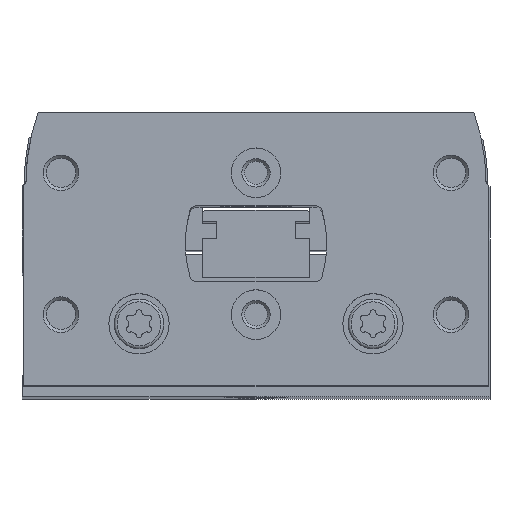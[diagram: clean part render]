
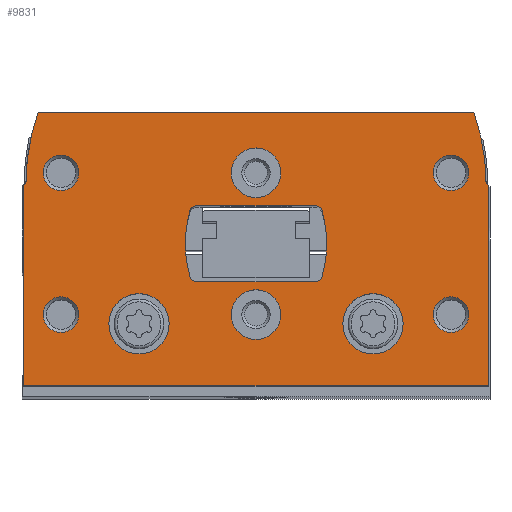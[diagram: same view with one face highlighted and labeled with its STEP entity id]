
A CAD part, top view. The second image highlights one B-rep face of the part: STEP entity #9831.
In plain terms, the highlighted planar face has unit normal (0, 0, 1).
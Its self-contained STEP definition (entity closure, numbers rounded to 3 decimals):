
#414=LINE('',#15359,#932);
#419=LINE('',#15369,#937);
#437=LINE('',#15415,#955);
#443=LINE('',#15427,#961);
#457=LINE('',#15504,#975);
#459=LINE('',#15507,#977);
#460=LINE('',#15545,#978);
#461=LINE('',#15565,#979);
#932=VECTOR('',#12644,1000.);
#937=VECTOR('',#12651,1000.);
#955=VECTOR('',#12687,1000.);
#961=VECTOR('',#12697,1000.);
#975=VECTOR('',#12757,1000.);
#977=VECTOR('',#12761,1000.);
#978=VECTOR('',#12800,1000.);
#979=VECTOR('',#12821,1000.);
#1236=PLANE('',#10698);
#2596=ORIENTED_EDGE('',*,*,#4293,.F.);
#2597=ORIENTED_EDGE('',*,*,#4294,.F.);
#2598=ORIENTED_EDGE('',*,*,#4295,.T.);
#2599=ORIENTED_EDGE('',*,*,#4296,.T.);
#2600=ORIENTED_EDGE('',*,*,#4297,.T.);
#2601=ORIENTED_EDGE('',*,*,#4298,.T.);
#2602=ORIENTED_EDGE('',*,*,#4299,.T.);
#2603=ORIENTED_EDGE('',*,*,#4300,.T.);
#2604=ORIENTED_EDGE('',*,*,#4250,.F.);
#2605=ORIENTED_EDGE('',*,*,#4271,.F.);
#2606=ORIENTED_EDGE('',*,*,#4262,.F.);
#2607=ORIENTED_EDGE('',*,*,#4259,.F.);
#2608=ORIENTED_EDGE('',*,*,#4301,.F.);
#2609=ORIENTED_EDGE('',*,*,#4302,.F.);
#2610=ORIENTED_EDGE('',*,*,#4303,.F.);
#2611=ORIENTED_EDGE('',*,*,#4253,.F.);
#2612=ORIENTED_EDGE('',*,*,#4237,.T.);
#2613=ORIENTED_EDGE('',*,*,#4231,.T.);
#2614=ORIENTED_EDGE('',*,*,#4273,.T.);
#2615=ORIENTED_EDGE('',*,*,#4202,.T.);
#2616=ORIENTED_EDGE('',*,*,#4207,.T.);
#2617=ORIENTED_EDGE('',*,*,#4211,.T.);
#2618=ORIENTED_EDGE('',*,*,#4292,.T.);
#2619=ORIENTED_EDGE('',*,*,#4243,.T.);
#4202=EDGE_CURVE('',#5176,#5175,#414,.T.);
#4207=EDGE_CURVE('',#5175,#5179,#419,.T.);
#4211=EDGE_CURVE('',#5179,#5181,#5812,.T.);
#4231=EDGE_CURVE('',#5196,#5198,#437,.T.);
#4237=EDGE_CURVE('',#5202,#5196,#443,.T.);
#4243=EDGE_CURVE('',#5207,#5202,#5818,.T.);
#4250=EDGE_CURVE('',#5211,#5212,#5821,.T.);
#4253=EDGE_CURVE('',#5212,#5213,#5822,.T.);
#4259=EDGE_CURVE('',#5217,#5218,#5825,.T.);
#4262=EDGE_CURVE('',#5218,#5220,#5826,.T.);
#4271=EDGE_CURVE('',#5220,#5211,#457,.T.);
#4273=EDGE_CURVE('',#5198,#5176,#459,.T.);
#4292=EDGE_CURVE('',#5181,#5207,#460,.T.);
#4293=EDGE_CURVE('',#5245,#5245,#5851,.T.);
#4294=EDGE_CURVE('',#5246,#5246,#5852,.T.);
#4295=EDGE_CURVE('',#5247,#5247,#5853,.T.);
#4296=EDGE_CURVE('',#5248,#5248,#5854,.T.);
#4297=EDGE_CURVE('',#5249,#5249,#5855,.T.);
#4298=EDGE_CURVE('',#5250,#5250,#5856,.T.);
#4299=EDGE_CURVE('',#5251,#5251,#5857,.T.);
#4300=EDGE_CURVE('',#5252,#5252,#5858,.T.);
#4301=EDGE_CURVE('',#5253,#5217,#5859,.T.);
#4302=EDGE_CURVE('',#5254,#5253,#461,.T.);
#4303=EDGE_CURVE('',#5213,#5254,#5860,.T.);
#5175=VERTEX_POINT('',#15358);
#5176=VERTEX_POINT('',#15360);
#5179=VERTEX_POINT('',#15368);
#5181=VERTEX_POINT('',#15375);
#5196=VERTEX_POINT('',#15409);
#5198=VERTEX_POINT('',#15414);
#5202=VERTEX_POINT('',#15425);
#5207=VERTEX_POINT('',#15440);
#5211=VERTEX_POINT('',#15454);
#5212=VERTEX_POINT('',#15456);
#5213=VERTEX_POINT('',#15464);
#5217=VERTEX_POINT('',#15477);
#5218=VERTEX_POINT('',#15479);
#5220=VERTEX_POINT('',#15488);
#5245=VERTEX_POINT('',#15548);
#5246=VERTEX_POINT('',#15550);
#5247=VERTEX_POINT('',#15552);
#5248=VERTEX_POINT('',#15554);
#5249=VERTEX_POINT('',#15556);
#5250=VERTEX_POINT('',#15558);
#5251=VERTEX_POINT('',#15560);
#5252=VERTEX_POINT('',#15562);
#5253=VERTEX_POINT('',#15564);
#5254=VERTEX_POINT('',#15566);
#5812=CIRCLE('',#10646,30.);
#5818=CIRCLE('',#10658,30.);
#5821=CIRCLE('',#10662,1.);
#5822=CIRCLE('',#10664,16.);
#5825=CIRCLE('',#10668,16.);
#5826=CIRCLE('',#10670,1.);
#5851=CIRCLE('',#10699,4.25);
#5852=CIRCLE('',#10700,4.25);
#5853=CIRCLE('',#10701,3.5);
#5854=CIRCLE('',#10702,3.5);
#5855=CIRCLE('',#10703,2.5);
#5856=CIRCLE('',#10704,2.5);
#5857=CIRCLE('',#10705,2.5);
#5858=CIRCLE('',#10706,2.5);
#5859=CIRCLE('',#10707,1.);
#5860=CIRCLE('',#10708,1.);
#6514=EDGE_LOOP('',(#2596));
#6515=EDGE_LOOP('',(#2597));
#6516=EDGE_LOOP('',(#2598));
#6517=EDGE_LOOP('',(#2599));
#6518=EDGE_LOOP('',(#2600));
#6519=EDGE_LOOP('',(#2601));
#6520=EDGE_LOOP('',(#2602));
#6521=EDGE_LOOP('',(#2603));
#6522=EDGE_LOOP('',(#2604,#2605,#2606,#2607,#2608,#2609,#2610,#2611));
#6523=EDGE_LOOP('',(#2612,#2613,#2614,#2615,#2616,#2617,#2618,#2619));
#7268=FACE_BOUND('',#6514,.T.);
#7269=FACE_BOUND('',#6515,.T.);
#7270=FACE_BOUND('',#6516,.T.);
#7271=FACE_BOUND('',#6517,.T.);
#7272=FACE_BOUND('',#6518,.T.);
#7273=FACE_BOUND('',#6519,.T.);
#7274=FACE_BOUND('',#6520,.T.);
#7275=FACE_BOUND('',#6521,.T.);
#7276=FACE_BOUND('',#6522,.T.);
#7277=FACE_BOUND('',#6523,.T.);
#9831=ADVANCED_FACE('',(#7268,#7269,#7270,#7271,#7272,#7273,#7274,#7275,
#7276,#7277),#1236,.T.);
#10646=AXIS2_PLACEMENT_3D('',#15376,#12658,#12659);
#10658=AXIS2_PLACEMENT_3D('',#15439,#12708,#12709);
#10662=AXIS2_PLACEMENT_3D('',#15455,#12719,#12720);
#10664=AXIS2_PLACEMENT_3D('',#15463,#12724,#12725);
#10668=AXIS2_PLACEMENT_3D('',#15478,#12734,#12735);
#10670=AXIS2_PLACEMENT_3D('',#15487,#12739,#12740);
#10698=AXIS2_PLACEMENT_3D('',#15546,#12801,#12802);
#10699=AXIS2_PLACEMENT_3D('',#15547,#12803,#12804);
#10700=AXIS2_PLACEMENT_3D('',#15549,#12805,#12806);
#10701=AXIS2_PLACEMENT_3D('',#15551,#12807,#12808);
#10702=AXIS2_PLACEMENT_3D('',#15553,#12809,#12810);
#10703=AXIS2_PLACEMENT_3D('',#15555,#12811,#12812);
#10704=AXIS2_PLACEMENT_3D('',#15557,#12813,#12814);
#10705=AXIS2_PLACEMENT_3D('',#15559,#12815,#12816);
#10706=AXIS2_PLACEMENT_3D('',#15561,#12817,#12818);
#10707=AXIS2_PLACEMENT_3D('',#15563,#12819,#12820);
#10708=AXIS2_PLACEMENT_3D('',#15567,#12822,#12823);
#12644=DIRECTION('',(0.,1.,0.));
#12651=DIRECTION('',(-0.866,0.5,0.));
#12658=DIRECTION('',(0.,0.,1.));
#12659=DIRECTION('',(1.,0.,0.));
#12687=DIRECTION('',(0.,-1.,0.));
#12697=DIRECTION('',(-0.866,-0.5,0.));
#12708=DIRECTION('',(0.,0.,1.));
#12709=DIRECTION('',(1.,0.,0.));
#12719=DIRECTION('',(0.,0.,1.));
#12720=DIRECTION('',(1.,0.,0.));
#12724=DIRECTION('',(0.,0.,1.));
#12725=DIRECTION('',(1.,0.,0.));
#12734=DIRECTION('',(0.,0.,1.));
#12735=DIRECTION('',(1.,0.,0.));
#12739=DIRECTION('',(0.,0.,1.));
#12740=DIRECTION('',(1.,0.,0.));
#12757=DIRECTION('',(-1.,0.,0.));
#12761=DIRECTION('',(1.,0.,0.));
#12800=DIRECTION('',(-1.,0.,0.));
#12801=DIRECTION('',(0.,0.,1.));
#12802=DIRECTION('',(1.,0.,0.));
#12803=DIRECTION('',(0.,0.,1.));
#12804=DIRECTION('',(1.,0.,0.));
#12805=DIRECTION('',(0.,0.,1.));
#12806=DIRECTION('',(1.,0.,0.));
#12807=DIRECTION('',(0.,0.,-1.));
#12808=DIRECTION('',(-1.,0.,0.));
#12809=DIRECTION('',(0.,0.,-1.));
#12810=DIRECTION('',(-1.,0.,0.));
#12811=DIRECTION('',(0.,0.,-1.));
#12812=DIRECTION('',(-1.,0.,0.));
#12813=DIRECTION('',(0.,0.,-1.));
#12814=DIRECTION('',(-1.,0.,0.));
#12815=DIRECTION('',(0.,0.,-1.));
#12816=DIRECTION('',(-1.,0.,0.));
#12817=DIRECTION('',(0.,0.,-1.));
#12818=DIRECTION('',(-1.,0.,0.));
#12819=DIRECTION('',(0.,0.,1.));
#12820=DIRECTION('',(1.,0.,0.));
#12821=DIRECTION('',(1.,0.,0.));
#12822=DIRECTION('',(0.,0.,1.));
#12823=DIRECTION('',(1.,0.,0.));
#15358=CARTESIAN_POINT('',(32.75,28.327,0.));
#15359=CARTESIAN_POINT('',(32.75,0.,0.));
#15360=CARTESIAN_POINT('',(32.75,0.,0.));
#15368=CARTESIAN_POINT('',(32.45,28.5,0.));
#15369=CARTESIAN_POINT('',(32.75,28.327,0.));
#15375=CARTESIAN_POINT('',(30.734,38.5,0.));
#15376=CARTESIAN_POINT('',(2.45,28.5,0.));
#15409=CARTESIAN_POINT('',(-32.75,28.327,0.));
#15414=CARTESIAN_POINT('',(-32.75,0.,0.));
#15415=CARTESIAN_POINT('',(-32.75,28.327,0.));
#15425=CARTESIAN_POINT('',(-32.45,28.5,0.));
#15427=CARTESIAN_POINT('',(-32.45,28.5,0.));
#15439=CARTESIAN_POINT('',(-2.45,28.5,0.));
#15440=CARTESIAN_POINT('',(-30.734,38.5,0.));
#15454=CARTESIAN_POINT('',(-8.355,25.4,0.));
#15455=CARTESIAN_POINT('',(-8.355,24.4,0.));
#15456=CARTESIAN_POINT('',(-9.312,24.69,0.));
#15463=CARTESIAN_POINT('',(6.,20.05,0.));
#15464=CARTESIAN_POINT('',(-9.312,15.41,0.));
#15477=CARTESIAN_POINT('',(9.312,15.41,0.));
#15478=CARTESIAN_POINT('',(-6.,20.05,0.));
#15479=CARTESIAN_POINT('',(9.312,24.69,0.));
#15487=CARTESIAN_POINT('',(8.355,24.4,0.));
#15488=CARTESIAN_POINT('',(8.355,25.4,0.));
#15504=CARTESIAN_POINT('',(8.355,25.4,0.));
#15507=CARTESIAN_POINT('',(-32.75,0.,0.));
#15545=CARTESIAN_POINT('',(30.734,38.5,0.));
#15546=CARTESIAN_POINT('',(2.45,28.5,0.));
#15547=CARTESIAN_POINT('',(-16.5,8.75,0.));
#15548=CARTESIAN_POINT('',(-12.25,8.75,0.));
#15549=CARTESIAN_POINT('',(16.5,8.75,0.));
#15550=CARTESIAN_POINT('',(20.75,8.75,0.));
#15551=CARTESIAN_POINT('',(0.,10.05,0.));
#15552=CARTESIAN_POINT('',(-3.5,10.05,0.));
#15553=CARTESIAN_POINT('',(0.,30.05,0.));
#15554=CARTESIAN_POINT('',(-3.5,30.05,0.));
#15555=CARTESIAN_POINT('',(27.5,10.05,0.));
#15556=CARTESIAN_POINT('',(25.,10.05,0.));
#15557=CARTESIAN_POINT('',(-27.5,10.05,0.));
#15558=CARTESIAN_POINT('',(-30.,10.05,0.));
#15559=CARTESIAN_POINT('',(-27.5,30.05,0.));
#15560=CARTESIAN_POINT('',(-30.,30.05,0.));
#15561=CARTESIAN_POINT('',(27.5,30.05,0.));
#15562=CARTESIAN_POINT('',(25.,30.05,0.));
#15563=CARTESIAN_POINT('',(8.355,15.7,0.));
#15564=CARTESIAN_POINT('',(8.355,14.7,0.));
#15565=CARTESIAN_POINT('',(-8.355,14.7,0.));
#15566=CARTESIAN_POINT('',(-8.355,14.7,0.));
#15567=CARTESIAN_POINT('',(-8.355,15.7,0.));
